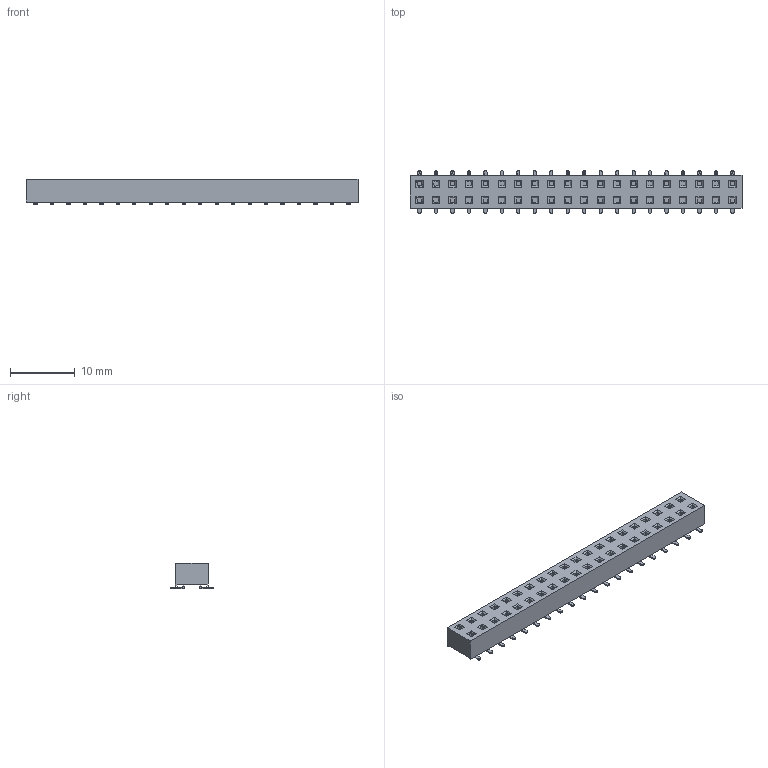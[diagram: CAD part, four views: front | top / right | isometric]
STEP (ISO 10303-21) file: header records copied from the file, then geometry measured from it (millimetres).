
FILE_DESCRIPTION(/* description */ (''),/* implementation_level */ '2;1');
FILE_NAME(/* name */ 'HDR-SMD_40P-P2.54-V-F-R2-C20-S6.6-EH.step',/* time_stamp */ '2023-10-07T01:54:05+02:00',/* author */ (''),/* organization */ (''),/* preprocessor_version */ 'ST-DEVELOPER v20',/* originating_system */ 'Autodesk Translation Framework v12.14.0.127',/* authorisation */ '');
FILE_SCHEMA (('AUTOMOTIVE_DESIGN { 1 0 10303 214 3 1 1 }'));
Products named in the file (1): (Unsaved)
Bounding box: 51.2 x 6.6 x 3.9 mm (x, y, z)
Volume: 804.8 mm3; surface area: 1388.6 mm2
Topology: 1 solids, 1 shells, 2530 faces, 5349 edges, 2901 vertices
Faces by surface type: plane 2530
Entity records: 65720 total; most frequent: CARTESIAN_POINT 10781, ORIENTED_EDGE 10698, DIRECTION 10411, LINE 5349, VECTOR 5349, EDGE_CURVE 5349, VERTEX_POINT 2901, EDGE_LOOP 2610
